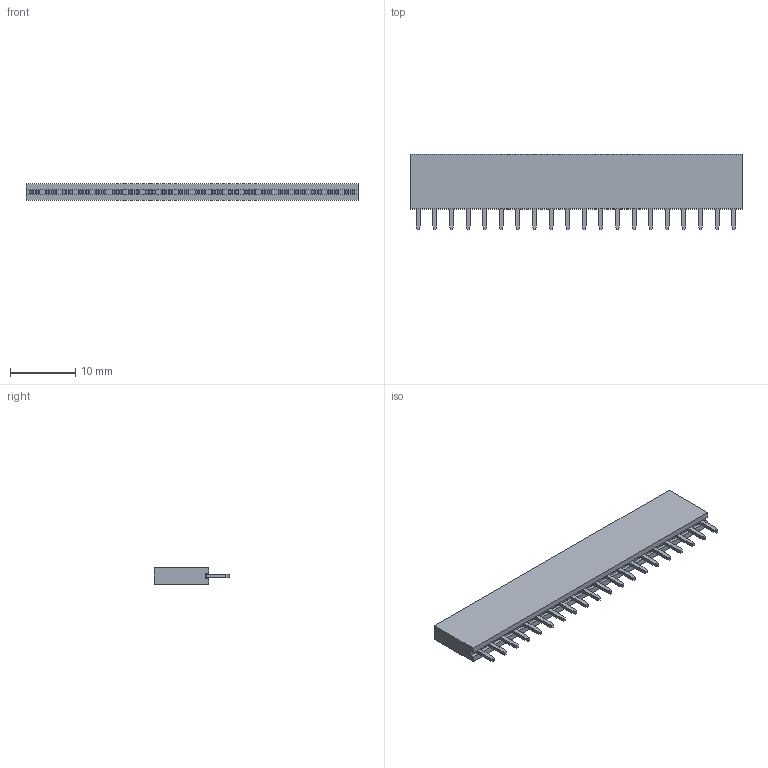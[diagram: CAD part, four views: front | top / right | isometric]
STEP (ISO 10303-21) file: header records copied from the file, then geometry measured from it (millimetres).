
FILE_DESCRIPTION (( 'STEP AP214' ), '1' );
FILE_NAME ('DS1023-1X20(PBS-20 CONNFLY).STEP', '2020-08-27T12:55:35', ( '' ), ( '' ), 'SwSTEP 2.0', 'SolidWorks 2018', '' );
FILE_SCHEMA (( 'AUTOMOTIVE_DESIGN' ));
Length unit declared in the file: millimetre
Products named in the file (1): DS1023-1X20(PBS-20 CONNFLY)
Bounding box: 50.8 x 11.6 x 2.54 mm (x, y, z)
Volume: 995.3 mm3; surface area: 1867.6 mm2
Topology: 21 solids, 21 shells, 610 faces, 1504 edges, 976 vertices
Faces by surface type: plane 530, cylinder 80
Entity records: 18122 total; most frequent: CARTESIAN_POINT 3091, ORIENTED_EDGE 3008, DIRECTION 2886, EDGE_CURVE 1504, VECTOR 1344, LINE 1344, VERTEX_POINT 976, AXIS2_PLACEMENT_3D 771
